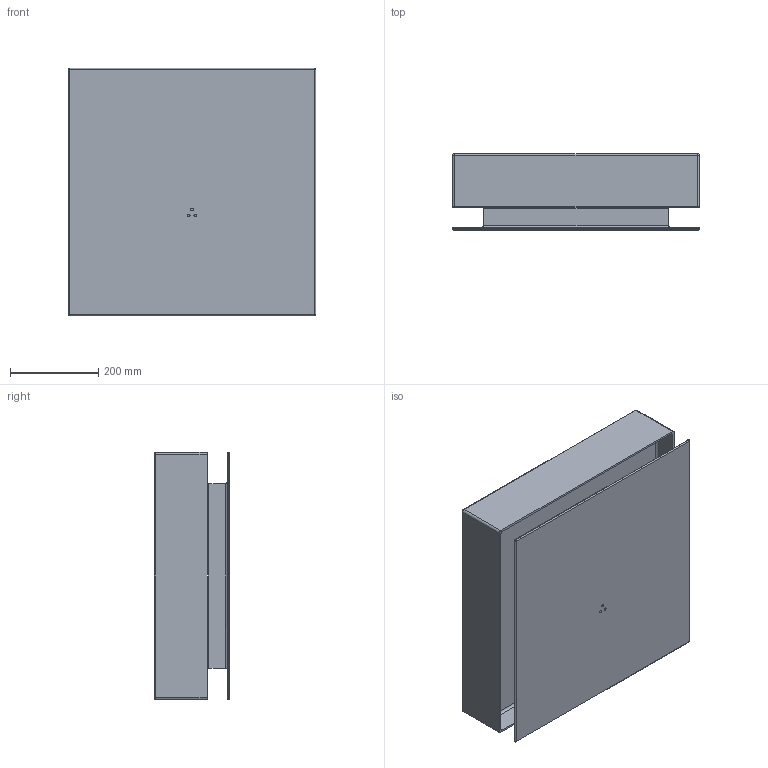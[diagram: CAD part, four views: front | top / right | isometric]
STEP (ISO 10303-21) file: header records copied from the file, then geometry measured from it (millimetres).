
FILE_DESCRIPTION (( 'STEP AP214' ), '1' );
FILE_NAME ('Weighing_Scale.STEP', '2023-10-25T10:27:47', ( '' ), ( '' ), 'SwSTEP 2.0', 'SolidWorks 2023', '' );
FILE_SCHEMA (( 'AUTOMOTIVE_DESIGN' ));
Length unit declared in the file: millimetre
Products named in the file (6): Top_v2; Weighing_Scale; Base; Part8^Weighing_Scale; Load_cell.step; Spacer.step
Assembly tree (9 placements, depth 2):
  Weighing_Scale
    Spacer.step  x6
    Load_cell.step
    Top_v2
    Base
  Part8^Weighing_Scale
Bounding box: 560 x 171.5 x 560 mm (x, y, z)
Volume: 5035124.2 mm3; surface area: 1987437.8 mm2
Topology: 9 solids, 9 shells, 197 faces, 463 edges, 270 vertices
Faces by surface type: cylinder 113, plane 60, sphere 16, torus 8
Entity records: 4960 total; most frequent: DIRECTION 895, CARTESIAN_POINT 844, ORIENTED_EDGE 774, EDGE_CURVE 387, AXIS2_PLACEMENT_3D 345, VERTEX_POINT 230, LINE 205, VECTOR 205
